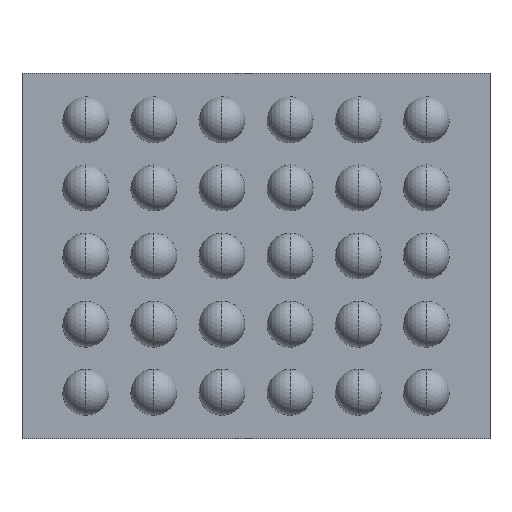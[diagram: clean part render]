
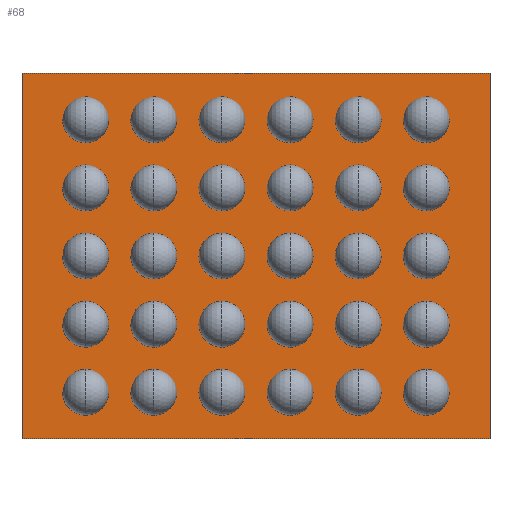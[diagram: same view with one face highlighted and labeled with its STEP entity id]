
A CAD part, front view. The second image highlights one B-rep face of the part: STEP entity #68.
In plain terms, the highlighted planar face has unit normal (0, -1, 0).
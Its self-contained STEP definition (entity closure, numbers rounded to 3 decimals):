
#9 = DIRECTION ( 'NONE',  ( 0., 0., 1. ) ) ;
#39 = DIRECTION ( 'NONE',  ( 1., 0., 0. ) ) ;
#68 = ADVANCED_FACE ( 'NONE', ( #146 ), #2317, .F. ) ;
#86 = EDGE_CURVE ( 'NONE', #947, #2162, #797, .T. ) ;
#146 = FACE_OUTER_BOUND ( 'NONE', #481, .T. ) ;
#332 = VECTOR ( 'NONE', #9, 1000. ) ;
#481 = EDGE_LOOP ( 'NONE', ( #2305, #977, #1169, #2594 ) ) ;
#601 = CARTESIAN_POINT ( 'NONE',  ( 1.374, 0., -1.074 ) ) ;
#619 = CARTESIAN_POINT ( 'NONE',  ( -1.374, 0., 1.074 ) ) ;
#651 = LINE ( 'NONE', #2309, #1767 ) ;
#784 = LINE ( 'NONE', #1709, #332 ) ;
#797 = LINE ( 'NONE', #2306, #2424 ) ;
#943 = EDGE_CURVE ( 'NONE', #1065, #2682, #1771, .T. ) ;
#947 = VERTEX_POINT ( 'NONE', #619 ) ;
#977 = ORIENTED_EDGE ( 'NONE', *, *, #943, .F. ) ;
#1065 = VERTEX_POINT ( 'NONE', #601 ) ;
#1095 = AXIS2_PLACEMENT_3D ( 'NONE', #1515, #1294, #2323 ) ;
#1132 = EDGE_CURVE ( 'NONE', #2162, #1065, #651, .T. ) ;
#1169 = ORIENTED_EDGE ( 'NONE', *, *, #1132, .F. ) ;
#1211 = VECTOR ( 'NONE', #2662, 1000. ) ;
#1294 = DIRECTION ( 'NONE',  ( 0., 1., 0. ) ) ;
#1350 = CARTESIAN_POINT ( 'NONE',  ( -1.374, 0., -1.074 ) ) ;
#1355 = CARTESIAN_POINT ( 'NONE',  ( 1.374, 0., 1.074 ) ) ;
#1477 = DIRECTION ( 'NONE',  ( 0., 0., -1. ) ) ;
#1515 = CARTESIAN_POINT ( 'NONE',  ( 0., 0., 0. ) ) ;
#1709 = CARTESIAN_POINT ( 'NONE',  ( -1.374, 0., 1.074 ) ) ;
#1767 = VECTOR ( 'NONE', #1477, 1000. ) ;
#1771 = LINE ( 'NONE', #2209, #1211 ) ;
#2162 = VERTEX_POINT ( 'NONE', #1355 ) ;
#2209 = CARTESIAN_POINT ( 'NONE',  ( 1.374, 0., -1.074 ) ) ;
#2305 = ORIENTED_EDGE ( 'NONE', *, *, #2331, .F. ) ;
#2306 = CARTESIAN_POINT ( 'NONE',  ( 1.374, 0., 1.074 ) ) ;
#2309 = CARTESIAN_POINT ( 'NONE',  ( 1.374, 0., 1.074 ) ) ;
#2317 = PLANE ( 'NONE',  #1095 ) ;
#2323 = DIRECTION ( 'NONE',  ( 0., 0., 1. ) ) ;
#2331 = EDGE_CURVE ( 'NONE', #2682, #947, #784, .T. ) ;
#2424 = VECTOR ( 'NONE', #39, 1000. ) ;
#2594 = ORIENTED_EDGE ( 'NONE', *, *, #86, .F. ) ;
#2662 = DIRECTION ( 'NONE',  ( -1., 0., 0. ) ) ;
#2682 = VERTEX_POINT ( 'NONE', #1350 ) ;
